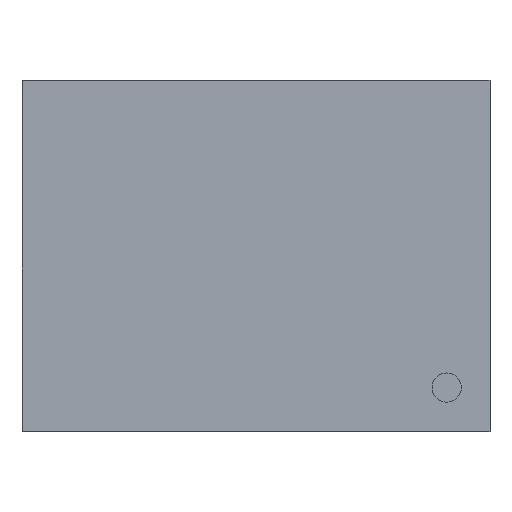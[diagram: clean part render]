
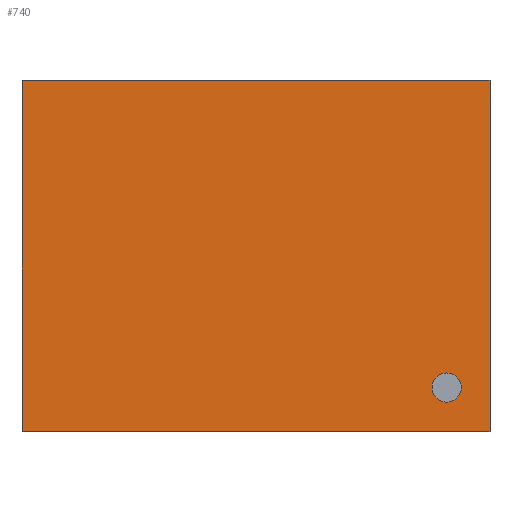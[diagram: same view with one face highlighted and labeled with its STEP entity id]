
A CAD part, top view. The second image highlights one B-rep face of the part: STEP entity #740.
In plain terms, the highlighted planar face has unit normal (0, 0, 1).
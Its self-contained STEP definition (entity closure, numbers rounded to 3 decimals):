
#740=ADVANCED_FACE('',(#1107,#1109),#1111,.T.);
#1107=FACE_BOUND('',#1108,.T.);
#1108=EDGE_LOOP('',(#1409,#1410,#1411,#1412));
#1109=FACE_BOUND('',#1110,.T.);
#1110=EDGE_LOOP('',(#1413));
#1111=PLANE('',#1112);
#1112=AXIS2_PLACEMENT_3D('',#1113,#1114,#1115);
#1113=CARTESIAN_POINT('',(0.,0.,0.7));
#1114=DIRECTION('',(0.,0.,1.));
#1115=DIRECTION('',(-1.,0.,0.));
#1409=ORIENTED_EDGE('',*,*,#1501,.T.);
#1410=ORIENTED_EDGE('',*,*,#1551,.T.);
#1411=ORIENTED_EDGE('',*,*,#1483,.T.);
#1412=ORIENTED_EDGE('',*,*,#1552,.T.);
#1413=ORIENTED_EDGE('',*,*,#1553,.T.);
#1483=EDGE_CURVE('',#1645,#1643,#1646,.T.);
#1501=EDGE_CURVE('',#1675,#1673,#1676,.T.);
#1551=EDGE_CURVE('',#1673,#1645,#1747,.T.);
#1552=EDGE_CURVE('',#1643,#1675,#1748,.T.);
#1553=EDGE_CURVE('',#1749,#1749,#1750,.F.);
#1643=VERTEX_POINT('',#1925);
#1645=VERTEX_POINT('',#1929);
#1646=LINE('',#1930,#1931);
#1673=VERTEX_POINT('',#1991);
#1675=VERTEX_POINT('',#1995);
#1676=LINE('',#1996,#1997);
#1747=LINE('',#2167,#2168);
#1748=LINE('',#2170,#2171);
#1749=VERTEX_POINT('',#2173);
#1750=CIRCLE('',#2174,0.25);
#1925=CARTESIAN_POINT('',(4.,3.,0.7));
#1929=CARTESIAN_POINT('',(4.,-3.,0.7));
#1930=CARTESIAN_POINT('',(4.,-3.,0.7));
#1931=VECTOR('',#1932,1.);
#1932=DIRECTION('',(0.,1.,0.));
#1991=CARTESIAN_POINT('',(-4.,-3.,0.7));
#1995=CARTESIAN_POINT('',(-4.,3.,0.7));
#1996=CARTESIAN_POINT('',(-4.,3.,0.7));
#1997=VECTOR('',#1998,1.);
#1998=DIRECTION('',(0.,-1.,0.));
#2167=CARTESIAN_POINT('',(-4.,-3.,0.7));
#2168=VECTOR('',#2169,1.);
#2169=DIRECTION('',(1.,0.,0.));
#2170=CARTESIAN_POINT('',(4.,3.,0.7));
#2171=VECTOR('',#2172,1.);
#2172=DIRECTION('',(-1.,0.,0.));
#2173=CARTESIAN_POINT('',(3.009,-2.25,0.7));
#2174=AXIS2_PLACEMENT_3D('',#2175,#2176,#2177);
#2175=CARTESIAN_POINT('',(3.259,-2.25,0.7));
#2176=DIRECTION('',(0.,0.,1.));
#2177=DIRECTION('',(-1.,0.,0.));
